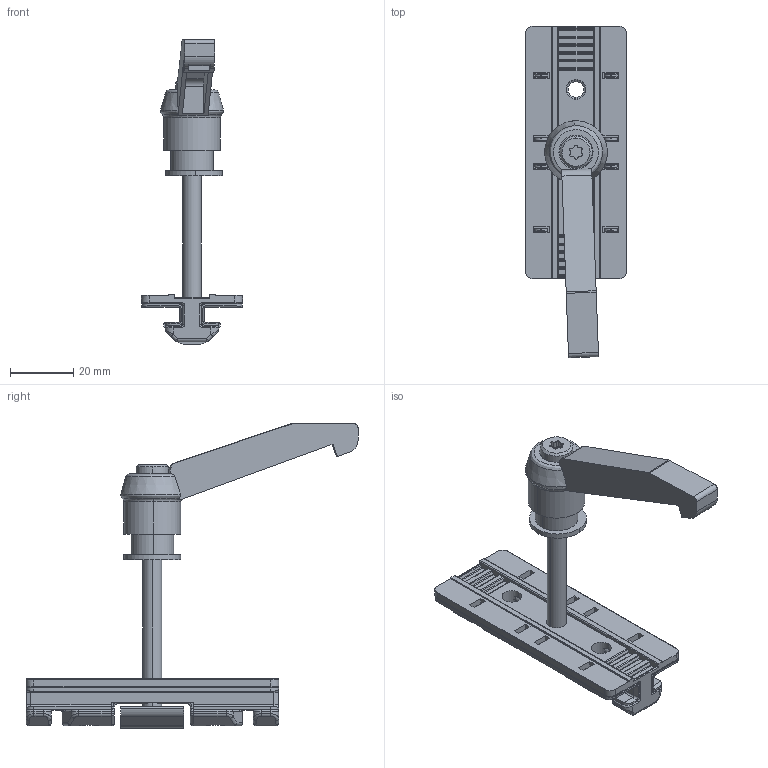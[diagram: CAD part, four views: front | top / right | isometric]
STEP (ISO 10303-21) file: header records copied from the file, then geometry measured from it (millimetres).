
FILE_DESCRIPTION(('STEP AP214'),'1');
FILE_NAME('fath_093ps0840s01.stp','2017-04-24T18:59:06',('TraceParts'),('TraceParts S.A.'),'Spatial InterOp 3D',' ',' ');
FILE_SCHEMA(('automotive_design'));
Length unit declared in the file: millimetre
Products named in the file (8): fath_093ps0840s01_1; fath_093ps0840s01_2; fath_093ps0840s01_3; fath_093ps0840s01_4; fath_093ps0840s01_5; fath_093ps0840s01_6; fath_093ps0840s01_7; fath_093ps0840s01_8
Bounding box: 32 x 105.13 x 96.5 mm (x, y, z)
Volume: 26507.5 mm3; surface area: 25744.6 mm2
Topology: 8 solids, 9 shells, 711 faces, 1835 edges, 1126 vertices
Faces by surface type: cylinder 291, plane 274, torus 48, cone 46, bspline 32, sphere 20
Entity records: 28638 total; most frequent: CARTESIAN_POINT 5729, ORIENTED_EDGE 3630, DIRECTION 3570, EDGE_CURVE 1815, AXIS2_PLACEMENT_3D 1298, VERTEX_POINT 1126, LINE 974, VECTOR 974
